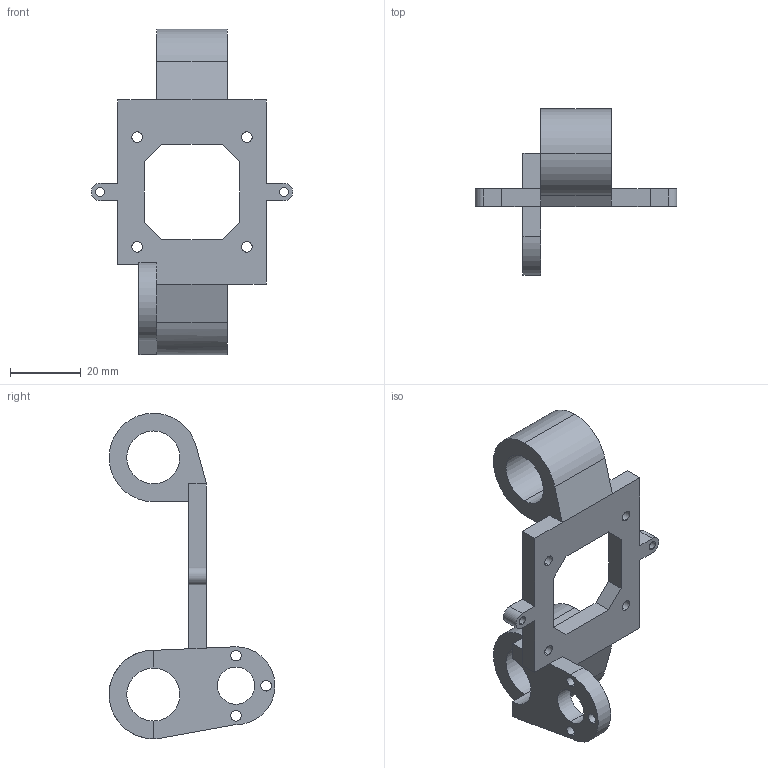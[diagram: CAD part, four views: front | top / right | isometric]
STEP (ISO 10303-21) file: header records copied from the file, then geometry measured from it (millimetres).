
FILE_DESCRIPTION (( 'STEP AP214' ), '1' );
FILE_NAME ('湖謂陬.STEP', '2023-05-28T13:43:48', ( '' ), ( '' ), 'SwSTEP 2.0', 'SolidWorks 2021', '' );
FILE_SCHEMA (( 'AUTOMOTIVE_DESIGN' ));
Length unit declared in the file: millimetre
Products named in the file (1): 湖謂陬
Bounding box: 57 x 46.87 x 92 mm (x, y, z)
Volume: 23975.6 mm3; surface area: 12198.9 mm2
Topology: 1 solids, 1 shells, 68 faces, 191 edges, 124 vertices
Faces by surface type: plane 38, cylinder 30
Entity records: 2283 total; most frequent: DIRECTION 391, CARTESIAN_POINT 384, ORIENTED_EDGE 382, EDGE_CURVE 191, AXIS2_PLACEMENT_3D 131, VECTOR 129, LINE 129, VERTEX_POINT 124
